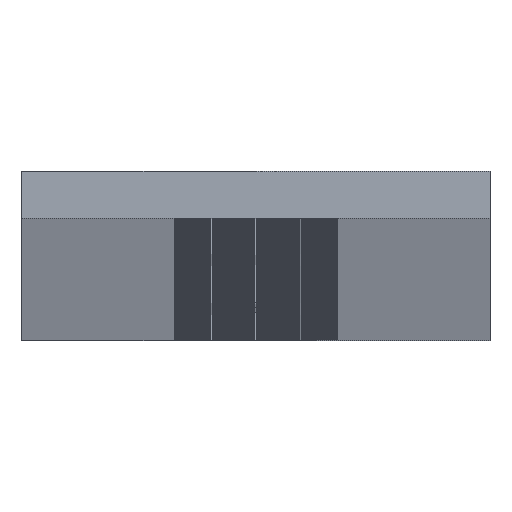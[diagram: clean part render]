
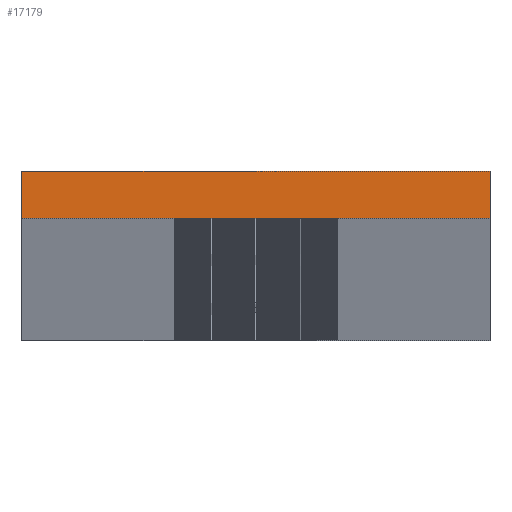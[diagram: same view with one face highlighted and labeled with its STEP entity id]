
A CAD part, top view. The second image highlights one B-rep face of the part: STEP entity #17179.
In plain terms, the highlighted planar face has unit normal (0, 0, 1).
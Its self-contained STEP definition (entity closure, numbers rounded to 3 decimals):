
#1448 = VECTOR ( 'NONE', #8915, 1000. ) ;
#1961 = FACE_OUTER_BOUND ( 'NONE', #14928, .T. ) ;
#2233 = LINE ( 'NONE', #10188, #6619 ) ;
#2417 = CARTESIAN_POINT ( 'NONE',  ( -10., -2., 0. ) ) ;
#2897 = EDGE_CURVE ( 'NONE', #20910, #11212, #14573, .T. ) ;
#3431 = CARTESIAN_POINT ( 'NONE',  ( 10., 0., 0. ) ) ;
#3624 = ORIENTED_EDGE ( 'NONE', *, *, #6721, .T. ) ;
#4244 = AXIS2_PLACEMENT_3D ( 'NONE', #9831, #8448, #14821 ) ;
#5125 = DIRECTION ( 'NONE',  ( 0., 1., 0. ) ) ;
#5642 = CARTESIAN_POINT ( 'NONE',  ( -10., -2., 0. ) ) ;
#6619 = VECTOR ( 'NONE', #5125, 1000. ) ;
#6721 = EDGE_CURVE ( 'NONE', #14020, #11212, #18378, .T. ) ;
#7404 = VECTOR ( 'NONE', #14674, 1000. ) ;
#8448 = DIRECTION ( 'NONE',  ( 0., 0., -1. ) ) ;
#8651 = PLANE ( 'NONE',  #4244 ) ;
#8915 = DIRECTION ( 'NONE',  ( 1., 0., 0. ) ) ;
#9364 = CARTESIAN_POINT ( 'NONE',  ( -10., 0., 0. ) ) ;
#9831 = CARTESIAN_POINT ( 'NONE',  ( 0., 0., 0. ) ) ;
#10188 = CARTESIAN_POINT ( 'NONE',  ( -10., -2., 0. ) ) ;
#10530 = ORIENTED_EDGE ( 'NONE', *, *, #18686, .F. ) ;
#11212 = VERTEX_POINT ( 'NONE', #15516 ) ;
#12018 = CARTESIAN_POINT ( 'NONE',  ( -10., 0., 0. ) ) ;
#12973 = VECTOR ( 'NONE', #16262, 1000. ) ;
#14020 = VERTEX_POINT ( 'NONE', #2417 ) ;
#14573 = LINE ( 'NONE', #3431, #7404 ) ;
#14674 = DIRECTION ( 'NONE',  ( 0., -1., 0. ) ) ;
#14821 = DIRECTION ( 'NONE',  ( -1., 0., 0. ) ) ;
#14928 = EDGE_LOOP ( 'NONE', ( #3624, #16179, #10530, #20619 ) ) ;
#15516 = CARTESIAN_POINT ( 'NONE',  ( 10., -2., 0. ) ) ;
#15848 = LINE ( 'NONE', #9364, #12973 ) ;
#16179 = ORIENTED_EDGE ( 'NONE', *, *, #2897, .F. ) ;
#16262 = DIRECTION ( 'NONE',  ( 1., 0., 0. ) ) ;
#17179 = ADVANCED_FACE ( 'NONE', ( #1961 ), #8651, .F. ) ;
#18378 = LINE ( 'NONE', #5642, #1448 ) ;
#18686 = EDGE_CURVE ( 'NONE', #19646, #20910, #15848, .T. ) ;
#19646 = VERTEX_POINT ( 'NONE', #12018 ) ;
#19942 = CARTESIAN_POINT ( 'NONE',  ( 10., 0., 0. ) ) ;
#20044 = EDGE_CURVE ( 'NONE', #14020, #19646, #2233, .T. ) ;
#20619 = ORIENTED_EDGE ( 'NONE', *, *, #20044, .F. ) ;
#20910 = VERTEX_POINT ( 'NONE', #19942 ) ;
